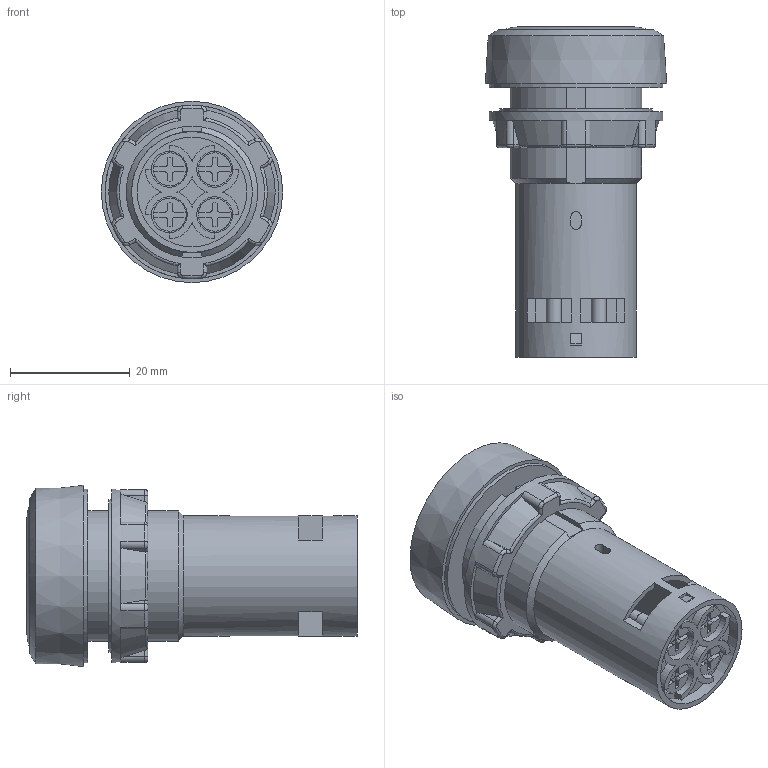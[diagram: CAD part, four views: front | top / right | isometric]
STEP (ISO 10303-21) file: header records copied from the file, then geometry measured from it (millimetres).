
FILE_DESCRIPTION(('STEP AP203'), '1');
FILE_NAME('MTB8-EA31523', '2025-02-13T08:39:30', (''), (''), 'C3D Converter', 'C3D Toolkit', '');
FILE_SCHEMA(('CONFIG_CONTROL_DESIGN'));
Length unit declared in the file: millimetre
Bounding box: 30.3 x 55.19 x 30.3 mm (x, y, z)
Volume: 20349 mm3; surface area: 8818.5 mm2
Topology: 5 solids, 5 shells, 296 faces, 761 edges, 488 vertices
Faces by surface type: plane 161, cylinder 97, torus 26, cone 10, sphere 2
Full cylindrical faces by diameter (mm): 2.2 x4, 2.5 x4, 5.5 x4, 6 x4, 18.3 x1, 20.2 x1, 24.8 x1, 25.1 x1, 25.5 x1, 29 x2
Entity records: 10197 total; most frequent: CARTESIAN_POINT 2913, DIRECTION 1552, ORIENTED_EDGE 1458, EDGE_CURVE 729, AXIS2_PLACEMENT_3D 592, VERTEX_POINT 485, LINE 368, VECTOR 368
